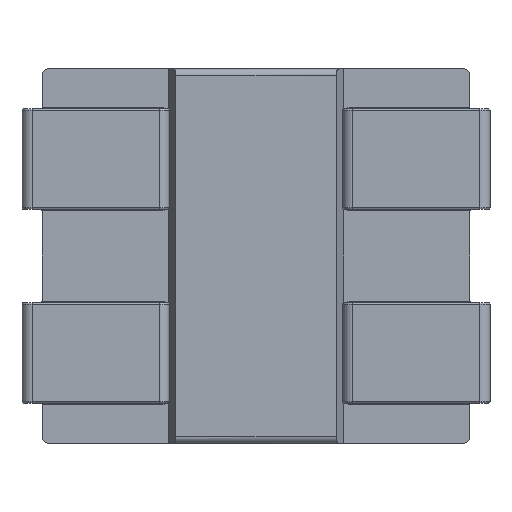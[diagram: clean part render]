
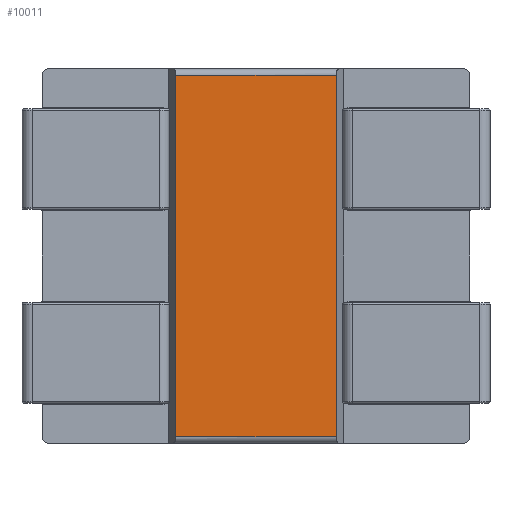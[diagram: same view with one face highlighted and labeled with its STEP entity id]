
A CAD part, front view. The second image highlights one B-rep face of the part: STEP entity #10011.
In plain terms, the highlighted planar face has unit normal (0, -1, 0).
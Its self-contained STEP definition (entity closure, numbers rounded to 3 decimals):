
#3599 = PLANE('',#3600);
#3600 = AXIS2_PLACEMENT_3D('',#3601,#3602,#3603);
#3601 = CARTESIAN_POINT('',(-0.655,0.15,-1.4));
#3602 = DIRECTION('',(0.94,0.342,0.)
  );
#3603 = DIRECTION('',(-0.342,0.94,0.
    ));
#5831 = PLANE('',#5832);
#5832 = AXIS2_PLACEMENT_3D('',#5833,#5834,#5835);
#5833 = CARTESIAN_POINT('',(0.655,0.15,1.4));
#5834 = DIRECTION('',(-0.94,0.342,0.)
  );
#5835 = DIRECTION('',(-0.342,-0.94,0.
    ));
#5859 = CYLINDRICAL_SURFACE('',#5860,0.05);
#5860 = AXIS2_PLACEMENT_3D('',#5861,#5862,#5863);
#5861 = CARTESIAN_POINT('',(1.6,0.05,-1.35));
#5862 = DIRECTION('',(-1.,0.,0.));
#5863 = DIRECTION('',(0.,0.,1.));
#6062 = VERTEX_POINT('',#6063);
#6063 = CARTESIAN_POINT('',(-0.6,0.,-1.35));
#6108 = EDGE_CURVE('',#6062,#6109,#6111,.T.);
#6109 = VERTEX_POINT('',#6110);
#6110 = CARTESIAN_POINT('',(-0.6,0.,1.35));
#6111 = SURFACE_CURVE('',#6112,(#6116,#6123),.PCURVE_S1.);
#6112 = LINE('',#6113,#6114);
#6113 = CARTESIAN_POINT('',(-0.6,0.,1.4));
#6114 = VECTOR('',#6115,1.);
#6115 = DIRECTION('',(0.,0.,1.));
#6116 = PCURVE('',#3599,#6117);
#6117 = DEFINITIONAL_REPRESENTATION('',(#6118),#6122);
#6118 = LINE('',#6119,#6120);
#6119 = CARTESIAN_POINT('',(-0.16,2.8));
#6120 = VECTOR('',#6121,1.);
#6121 = DIRECTION('',(0.,1.));
#6122 = ( GEOMETRIC_REPRESENTATION_CONTEXT(2) 
PARAMETRIC_REPRESENTATION_CONTEXT() REPRESENTATION_CONTEXT('2D SPACE',''
  ) );
#6123 = PCURVE('',#6124,#6129);
#6124 = PLANE('',#6125);
#6125 = AXIS2_PLACEMENT_3D('',#6126,#6127,#6128);
#6126 = CARTESIAN_POINT('',(-1.6,0.,-1.4));
#6127 = DIRECTION('',(0.,1.,0.));
#6128 = DIRECTION('',(0.,0.,1.));
#6129 = DEFINITIONAL_REPRESENTATION('',(#6130),#6134);
#6130 = LINE('',#6131,#6132);
#6131 = CARTESIAN_POINT('',(2.8,1.));
#6132 = VECTOR('',#6133,1.);
#6133 = DIRECTION('',(1.,0.));
#6134 = ( GEOMETRIC_REPRESENTATION_CONTEXT(2) 
PARAMETRIC_REPRESENTATION_CONTEXT() REPRESENTATION_CONTEXT('2D SPACE',''
  ) );
#6154 = CYLINDRICAL_SURFACE('',#6155,0.05);
#6155 = AXIS2_PLACEMENT_3D('',#6156,#6157,#6158);
#6156 = CARTESIAN_POINT('',(1.6,0.05,1.35));
#6157 = DIRECTION('',(1.,0.,0.));
#6158 = DIRECTION('',(0.,-0.,-1.));
#9544 = VERTEX_POINT('',#9545);
#9545 = CARTESIAN_POINT('',(0.6,0.,1.35));
#9590 = EDGE_CURVE('',#9544,#9591,#9593,.T.);
#9591 = VERTEX_POINT('',#9592);
#9592 = CARTESIAN_POINT('',(0.6,0.,-1.35));
#9593 = SURFACE_CURVE('',#9594,(#9598,#9605),.PCURVE_S1.);
#9594 = LINE('',#9595,#9596);
#9595 = CARTESIAN_POINT('',(0.6,0.,1.4));
#9596 = VECTOR('',#9597,1.);
#9597 = DIRECTION('',(0.,0.,-1.));
#9598 = PCURVE('',#5831,#9599);
#9599 = DEFINITIONAL_REPRESENTATION('',(#9600),#9604);
#9600 = LINE('',#9601,#9602);
#9601 = CARTESIAN_POINT('',(0.16,0.));
#9602 = VECTOR('',#9603,1.);
#9603 = DIRECTION('',(0.,-1.));
#9604 = ( GEOMETRIC_REPRESENTATION_CONTEXT(2) 
PARAMETRIC_REPRESENTATION_CONTEXT() REPRESENTATION_CONTEXT('2D SPACE',''
  ) );
#9605 = PCURVE('',#6124,#9606);
#9606 = DEFINITIONAL_REPRESENTATION('',(#9607),#9611);
#9607 = LINE('',#9608,#9609);
#9608 = CARTESIAN_POINT('',(2.8,2.2));
#9609 = VECTOR('',#9610,1.);
#9610 = DIRECTION('',(-1.,0.));
#9611 = ( GEOMETRIC_REPRESENTATION_CONTEXT(2) 
PARAMETRIC_REPRESENTATION_CONTEXT() REPRESENTATION_CONTEXT('2D SPACE',''
  ) );
#9666 = EDGE_CURVE('',#6062,#9591,#9667,.T.);
#9667 = SURFACE_CURVE('',#9668,(#9672,#9701),.PCURVE_S1.);
#9668 = LINE('',#9669,#9670);
#9669 = CARTESIAN_POINT('',(-1.6,0.,-1.35));
#9670 = VECTOR('',#9671,1.);
#9671 = DIRECTION('',(1.,0.,0.));
#9672 = PCURVE('',#5859,#9673);
#9673 = DEFINITIONAL_REPRESENTATION('',(#9674),#9700);
#9674 = B_SPLINE_CURVE_WITH_KNOTS('',3,(#9675,#9676,#9677,#9678,#9679,
    #9680,#9681,#9682,#9683,#9684,#9685,#9686,#9687,#9688,#9689,#9690,
    #9691,#9692,#9693,#9694,#9695,#9696,#9697,#9698,#9699),
  .UNSPECIFIED.,.F.,.F.,(4,1,1,1,1,1,1,1,1,1,1,1,1,1,1,1,1,1,1,1,1,1,4),
  (1.,1.055,1.109,1.164,1.218,
    1.273,1.327,1.382,1.436,
    1.491,1.545,1.6,1.655,1.709,
    1.764,1.818,1.873,1.927,
    1.982,2.036,2.091,2.145,2.2),
  .UNSPECIFIED.);
#9675 = CARTESIAN_POINT('',(4.712,2.2));
#9676 = CARTESIAN_POINT('',(4.712,2.182));
#9677 = CARTESIAN_POINT('',(4.712,2.145));
#9678 = CARTESIAN_POINT('',(4.712,2.091));
#9679 = CARTESIAN_POINT('',(4.712,2.036));
#9680 = CARTESIAN_POINT('',(4.712,1.982));
#9681 = CARTESIAN_POINT('',(4.712,1.927));
#9682 = CARTESIAN_POINT('',(4.712,1.873));
#9683 = CARTESIAN_POINT('',(4.712,1.818));
#9684 = CARTESIAN_POINT('',(4.712,1.764));
#9685 = CARTESIAN_POINT('',(4.712,1.709));
#9686 = CARTESIAN_POINT('',(4.712,1.655));
#9687 = CARTESIAN_POINT('',(4.712,1.6));
#9688 = CARTESIAN_POINT('',(4.712,1.545));
#9689 = CARTESIAN_POINT('',(4.712,1.491));
#9690 = CARTESIAN_POINT('',(4.712,1.436));
#9691 = CARTESIAN_POINT('',(4.712,1.382));
#9692 = CARTESIAN_POINT('',(4.712,1.327));
#9693 = CARTESIAN_POINT('',(4.712,1.273));
#9694 = CARTESIAN_POINT('',(4.712,1.218));
#9695 = CARTESIAN_POINT('',(4.712,1.164));
#9696 = CARTESIAN_POINT('',(4.712,1.109));
#9697 = CARTESIAN_POINT('',(4.712,1.055));
#9698 = CARTESIAN_POINT('',(4.712,1.018));
#9699 = CARTESIAN_POINT('',(4.712,1.));
#9700 = ( GEOMETRIC_REPRESENTATION_CONTEXT(2) 
PARAMETRIC_REPRESENTATION_CONTEXT() REPRESENTATION_CONTEXT('2D SPACE',''
  ) );
#9701 = PCURVE('',#6124,#9702);
#9702 = DEFINITIONAL_REPRESENTATION('',(#9703),#9707);
#9703 = LINE('',#9704,#9705);
#9704 = CARTESIAN_POINT('',(0.05,0.));
#9705 = VECTOR('',#9706,1.);
#9706 = DIRECTION('',(0.,1.));
#9707 = ( GEOMETRIC_REPRESENTATION_CONTEXT(2) 
PARAMETRIC_REPRESENTATION_CONTEXT() REPRESENTATION_CONTEXT('2D SPACE',''
  ) );
#10011 = ADVANCED_FACE('',(#10012),#6124,.F.);
#10012 = FACE_BOUND('',#10013,.T.);
#10013 = EDGE_LOOP('',(#10014,#10015,#10016,#10059));
#10014 = ORIENTED_EDGE('',*,*,#9666,.T.);
#10015 = ORIENTED_EDGE('',*,*,#9590,.F.);
#10016 = ORIENTED_EDGE('',*,*,#10017,.T.);
#10017 = EDGE_CURVE('',#9544,#6109,#10018,.T.);
#10018 = SURFACE_CURVE('',#10019,(#10023,#10030),.PCURVE_S1.);
#10019 = LINE('',#10020,#10021);
#10020 = CARTESIAN_POINT('',(-1.6,0.,1.35));
#10021 = VECTOR('',#10022,1.);
#10022 = DIRECTION('',(-1.,0.,0.));
#10023 = PCURVE('',#6124,#10024);
#10024 = DEFINITIONAL_REPRESENTATION('',(#10025),#10029);
#10025 = LINE('',#10026,#10027);
#10026 = CARTESIAN_POINT('',(2.75,0.));
#10027 = VECTOR('',#10028,1.);
#10028 = DIRECTION('',(0.,-1.));
#10029 = ( GEOMETRIC_REPRESENTATION_CONTEXT(2) 
PARAMETRIC_REPRESENTATION_CONTEXT() REPRESENTATION_CONTEXT('2D SPACE',''
  ) );
#10030 = PCURVE('',#6154,#10031);
#10031 = DEFINITIONAL_REPRESENTATION('',(#10032),#10058);
#10032 = B_SPLINE_CURVE_WITH_KNOTS('',3,(#10033,#10034,#10035,#10036,
    #10037,#10038,#10039,#10040,#10041,#10042,#10043,#10044,#10045,
    #10046,#10047,#10048,#10049,#10050,#10051,#10052,#10053,#10054,
    #10055,#10056,#10057),.UNSPECIFIED.,.F.,.F.,(4,1,1,1,1,1,1,1,1,1,1,1
    ,1,1,1,1,1,1,1,1,1,1,4),(-2.2,-2.145,-2.091,
    -2.036,-1.982,-1.927,-1.873,
    -1.818,-1.764,-1.709,-1.655,-1.6
    ,-1.545,-1.491,-1.436,-1.382,
    -1.327,-1.273,-1.218,-1.164,
    -1.109,-1.055,-1.),.UNSPECIFIED.);
#10033 = CARTESIAN_POINT('',(4.712,-1.));
#10034 = CARTESIAN_POINT('',(4.712,-1.018));
#10035 = CARTESIAN_POINT('',(4.712,-1.055));
#10036 = CARTESIAN_POINT('',(4.712,-1.109));
#10037 = CARTESIAN_POINT('',(4.712,-1.164));
#10038 = CARTESIAN_POINT('',(4.712,-1.218));
#10039 = CARTESIAN_POINT('',(4.712,-1.273));
#10040 = CARTESIAN_POINT('',(4.712,-1.327));
#10041 = CARTESIAN_POINT('',(4.712,-1.382));
#10042 = CARTESIAN_POINT('',(4.712,-1.436));
#10043 = CARTESIAN_POINT('',(4.712,-1.491));
#10044 = CARTESIAN_POINT('',(4.712,-1.545));
#10045 = CARTESIAN_POINT('',(4.712,-1.6));
#10046 = CARTESIAN_POINT('',(4.712,-1.655));
#10047 = CARTESIAN_POINT('',(4.712,-1.709));
#10048 = CARTESIAN_POINT('',(4.712,-1.764));
#10049 = CARTESIAN_POINT('',(4.712,-1.818));
#10050 = CARTESIAN_POINT('',(4.712,-1.873));
#10051 = CARTESIAN_POINT('',(4.712,-1.927));
#10052 = CARTESIAN_POINT('',(4.712,-1.982));
#10053 = CARTESIAN_POINT('',(4.712,-2.036));
#10054 = CARTESIAN_POINT('',(4.712,-2.091));
#10055 = CARTESIAN_POINT('',(4.712,-2.145));
#10056 = CARTESIAN_POINT('',(4.712,-2.182));
#10057 = CARTESIAN_POINT('',(4.712,-2.2));
#10058 = ( GEOMETRIC_REPRESENTATION_CONTEXT(2) 
PARAMETRIC_REPRESENTATION_CONTEXT() REPRESENTATION_CONTEXT('2D SPACE',''
  ) );
#10059 = ORIENTED_EDGE('',*,*,#6108,.F.);
